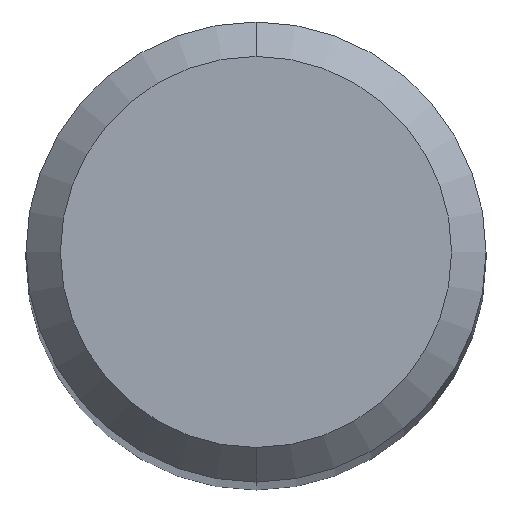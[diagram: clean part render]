
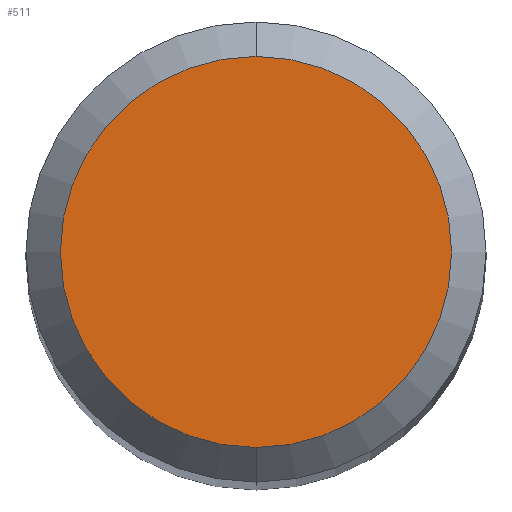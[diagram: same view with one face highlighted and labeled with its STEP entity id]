
A CAD part, top view. The second image highlights one B-rep face of the part: STEP entity #511.
In plain terms, the highlighted planar face has unit normal (0, 0, 1).
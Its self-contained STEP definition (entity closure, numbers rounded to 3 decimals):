
#437=EDGE_CURVE('',#897,#597,#1222,.T.);
#511=ADVANCED_FACE('',(#1304),#1305,.T.);
#593=EDGE_CURVE('',#597,#897,#1393,.T.);
#597=VERTEX_POINT('',#1397);
#897=VERTEX_POINT('',#1718);
#1222=CIRCLE('',#2192,1.7);
#1304=FACE_OUTER_BOUND('',#2435,.T.);
#1305=PLANE('',#2436);
#1393=CIRCLE('',#2769,1.7);
#1397=CARTESIAN_POINT('',(0.,-1.7,0.0));
#1718=CARTESIAN_POINT('',(0.0,1.7,0.0));
#2192=AXIS2_PLACEMENT_3D('',#5208,#5209,#5210);
#2435=EDGE_LOOP('',(#5302,#5303));
#2436=AXIS2_PLACEMENT_3D('',#5304,#5305,#5306);
#2769=AXIS2_PLACEMENT_3D('',#5391,#5392,#5393);
#5208=CARTESIAN_POINT('',(0.0,0.0,0.0));
#5209=DIRECTION('',(0.0,0.0,-1.0));
#5210=DIRECTION('',(0.0,1.0,0.0));
#5302=ORIENTED_EDGE('',*,*,#437,.F.);
#5303=ORIENTED_EDGE('',*,*,#593,.F.);
#5304=CARTESIAN_POINT('',(0.0,0.85,0.0));
#5305=DIRECTION('',(-0.0,0.0,1.0));
#5306=DIRECTION('',(0.0,-1.0,0.0));
#5391=CARTESIAN_POINT('',(0.0,0.0,0.0));
#5392=DIRECTION('',(0.0,0.0,-1.0));
#5393=DIRECTION('',(0.0,1.0,0.0));
